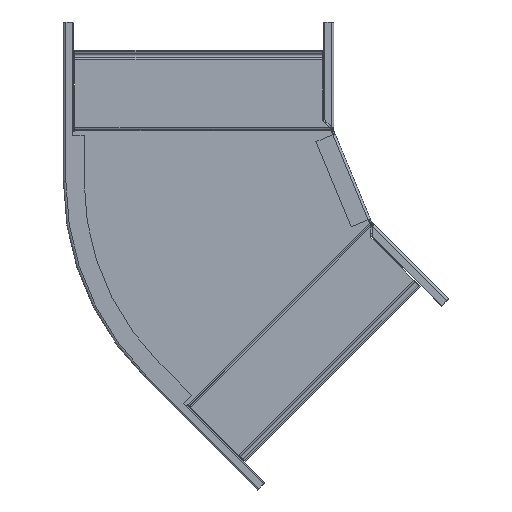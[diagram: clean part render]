
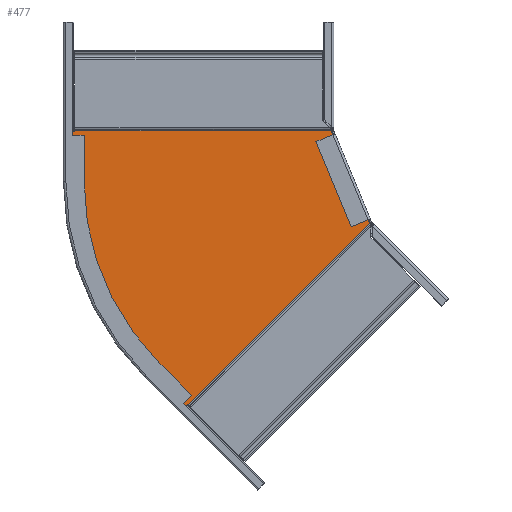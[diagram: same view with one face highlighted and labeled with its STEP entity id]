
A CAD part, front view. The second image highlights one B-rep face of the part: STEP entity #477.
In plain terms, the highlighted planar face has unit normal (0, -1, 0).
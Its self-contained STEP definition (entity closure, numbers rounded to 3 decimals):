
#3 = ORIENTED_EDGE ( 'NONE', *, *, #1352, .T. ) ;
#31 = VERTEX_POINT ( 'NONE', #3855 ) ;
#44 = CARTESIAN_POINT ( 'NONE',  ( -122.479, -0.75, -169.046 ) ) ;
#59 = ORIENTED_EDGE ( 'NONE', *, *, #2509, .T. ) ;
#93 = DIRECTION ( 'NONE',  ( -0.707, 0., -0.707 ) ) ;
#216 = CARTESIAN_POINT ( 'NONE',  ( -13.639, -0.75, 32.928 ) ) ;
#220 = FACE_OUTER_BOUND ( 'NONE', #1951, .T. ) ;
#225 = CARTESIAN_POINT ( 'NONE',  ( -80.76, -0.75, -201.573 ) ) ;
#436 = CARTESIAN_POINT ( 'NONE',  ( -13.639, -0.75, 33.603 ) ) ;
#477 = ADVANCED_FACE ( 'NONE', ( #220 ), #3159, .T. ) ;
#492 = CARTESIAN_POINT ( 'NONE',  ( -206.139, -0.75, 32.928 ) ) ;
#526 = VECTOR ( 'NONE', #594, 1000. ) ;
#594 = DIRECTION ( 'NONE',  ( -0.707, 0., 0.707 ) ) ;
#604 = ORIENTED_EDGE ( 'NONE', *, *, #5422, .F. ) ;
#609 = CARTESIAN_POINT ( 'NONE',  ( -206.139, -0.75, -3.268 ) ) ;
#636 = CARTESIAN_POINT ( 'NONE',  ( -148.073, -0.75, -143.452 ) ) ;
#688 = DIRECTION ( 'NONE',  ( -0.707, 0., -0.707 ) ) ;
#969 = DIRECTION ( 'NONE',  ( 0., 1., 0. ) ) ;
#981 = LINE ( 'NONE', #3605, #1294 ) ;
#1016 = DIRECTION ( 'NONE',  ( -1., 0., 0. ) ) ;
#1089 = ORIENTED_EDGE ( 'NONE', *, *, #3261, .F. ) ;
#1106 = LINE ( 'NONE', #4537, #1442 ) ;
#1294 = VECTOR ( 'NONE', #3150, 1000. ) ;
#1318 = DIRECTION ( 'NONE',  ( 0., 0., -1. ) ) ;
#1352 = EDGE_CURVE ( 'NONE', #31, #2763, #4952, .T. ) ;
#1442 = VECTOR ( 'NONE', #688, 1000. ) ;
#1476 = LINE ( 'NONE', #5273, #3876 ) ;
#1529 = CARTESIAN_POINT ( 'NONE',  ( -199.639, -0.75, 85.428 ) ) ;
#1598 = VERTEX_POINT ( 'NONE', #636 ) ;
#1633 = VERTEX_POINT ( 'NONE', #4920 ) ;
#1681 = VERTEX_POINT ( 'NONE', #2818 ) ;
#1832 = DIRECTION ( 'NONE',  ( 0.383, 0., -0.924 ) ) ;
#1927 = CARTESIAN_POINT ( 'NONE',  ( -7.889, -0.75, -3.268 ) ) ;
#1951 = EDGE_LOOP ( 'NONE', ( #2589, #4334, #59, #3, #1089, #604, #2865, #2590, #4949, #3886, #4268, #4766 ) ) ;
#2042 = EDGE_CURVE ( 'NONE', #4982, #1681, #4436, .T. ) ;
#2186 = CARTESIAN_POINT ( 'NONE',  ( -7.889, -0.75, -3.268 ) ) ;
#2225 = LINE ( 'NONE', #3952, #3531 ) ;
#2230 = DIRECTION ( 'NONE',  ( -0.707, 0., 0.707 ) ) ;
#2275 = VERTEX_POINT ( 'NONE', #44 ) ;
#2315 = CARTESIAN_POINT ( 'NONE',  ( -206.139, -0.75, 32.928 ) ) ;
#2331 = LINE ( 'NONE', #4862, #4702 ) ;
#2425 = VECTOR ( 'NONE', #3627, 1000. ) ;
#2469 = VERTEX_POINT ( 'NONE', #4787 ) ;
#2477 = CARTESIAN_POINT ( 'NONE',  ( -117.405, -0.75, -164.927 ) ) ;
#2509 = EDGE_CURVE ( 'NONE', #2469, #31, #4510, .T. ) ;
#2520 = VECTOR ( 'NONE', #3751, 1000. ) ;
#2551 = AXIS2_PLACEMENT_3D ( 'NONE', #2186, #969, #1318 ) ;
#2584 = VERTEX_POINT ( 'NONE', #216 ) ;
#2589 = ORIENTED_EDGE ( 'NONE', *, *, #4747, .F. ) ;
#2590 = ORIENTED_EDGE ( 'NONE', *, *, #4859, .F. ) ;
#2639 = VERTEX_POINT ( 'NONE', #3013 ) ;
#2759 = CARTESIAN_POINT ( 'NONE',  ( -7.889, -0.75, 33.603 ) ) ;
#2763 = VERTEX_POINT ( 'NONE', #492 ) ;
#2818 = CARTESIAN_POINT ( 'NONE',  ( -117.883, -0.75, -164.449 ) ) ;
#2827 = EDGE_CURVE ( 'NONE', #5018, #2469, #4503, .T. ) ;
#2865 = ORIENTED_EDGE ( 'NONE', *, *, #3877, .T. ) ;
#2943 = EDGE_CURVE ( 'NONE', #1633, #4982, #1106, .T. ) ;
#3013 = CARTESIAN_POINT ( 'NONE',  ( 13.639, -0.75, -32.928 ) ) ;
#3150 = DIRECTION ( 'NONE',  ( 0., 0., -1. ) ) ;
#3159 = PLANE ( 'NONE',  #3841 ) ;
#3220 = DIRECTION ( 'NONE',  ( 0., 0., -1. ) ) ;
#3261 = EDGE_CURVE ( 'NONE', #4831, #2763, #3448, .T. ) ;
#3337 = EDGE_CURVE ( 'NONE', #1633, #2639, #1476, .T. ) ;
#3448 = LINE ( 'NONE', #5184, #3785 ) ;
#3531 = VECTOR ( 'NONE', #93, 1000. ) ;
#3605 = CARTESIAN_POINT ( 'NONE',  ( -13.639, -0.75, 32.928 ) ) ;
#3627 = DIRECTION ( 'NONE',  ( -1., 0., 0. ) ) ;
#3714 = DIRECTION ( 'NONE',  ( 0.707, 0., -0.707 ) ) ;
#3744 = CARTESIAN_POINT ( 'NONE',  ( -148.073, -0.75, -143.452 ) ) ;
#3751 = DIRECTION ( 'NONE',  ( 0., 0., -1. ) ) ;
#3785 = VECTOR ( 'NONE', #5159, 1000. ) ;
#3800 = VECTOR ( 'NONE', #3714, 1000. ) ;
#3841 = AXIS2_PLACEMENT_3D ( 'NONE', #1927, #4014, #3220 ) ;
#3855 = CARTESIAN_POINT ( 'NONE',  ( -199.639, -0.75, 32.928 ) ) ;
#3876 = VECTOR ( 'NONE', #2230, 1000. ) ;
#3877 = EDGE_CURVE ( 'NONE', #1598, #2275, #4918, .T. ) ;
#3886 = ORIENTED_EDGE ( 'NONE', *, *, #2943, .F. ) ;
#3952 = CARTESIAN_POINT ( 'NONE',  ( -122.479, -0.75, -169.046 ) ) ;
#4014 = DIRECTION ( 'NONE',  ( 0., -1., 0. ) ) ;
#4268 = ORIENTED_EDGE ( 'NONE', *, *, #3337, .T. ) ;
#4334 = ORIENTED_EDGE ( 'NONE', *, *, #2827, .T. ) ;
#4436 = LINE ( 'NONE', #225, #526 ) ;
#4503 = LINE ( 'NONE', #2759, #2425 ) ;
#4510 = LINE ( 'NONE', #1529, #2520 ) ;
#4537 = CARTESIAN_POINT ( 'NONE',  ( 18.183, -0.75, -29.339 ) ) ;
#4702 = VECTOR ( 'NONE', #1832, 1000. ) ;
#4747 = EDGE_CURVE ( 'NONE', #5018, #2584, #981, .T. ) ;
#4755 = EDGE_CURVE ( 'NONE', #2584, #2639, #2331, .T. ) ;
#4766 = ORIENTED_EDGE ( 'NONE', *, *, #4755, .F. ) ;
#4787 = CARTESIAN_POINT ( 'NONE',  ( -199.639, -0.75, 33.603 ) ) ;
#4831 = VERTEX_POINT ( 'NONE', #609 ) ;
#4859 = EDGE_CURVE ( 'NONE', #1681, #2275, #2225, .T. ) ;
#4862 = CARTESIAN_POINT ( 'NONE',  ( -8.802, -0.75, 21.249 ) ) ;
#4918 = LINE ( 'NONE', #3744, #3800 ) ;
#4920 = CARTESIAN_POINT ( 'NONE',  ( 14.117, -0.75, -33.405 ) ) ;
#4949 = ORIENTED_EDGE ( 'NONE', *, *, #2042, .F. ) ;
#4952 = LINE ( 'NONE', #2315, #5454 ) ;
#4982 = VERTEX_POINT ( 'NONE', #2477 ) ;
#5018 = VERTEX_POINT ( 'NONE', #436 ) ;
#5153 = CIRCLE ( 'NONE', #2551, 198.25 ) ;
#5159 = DIRECTION ( 'NONE',  ( 0., 0., 1. ) ) ;
#5184 = CARTESIAN_POINT ( 'NONE',  ( -206.139, -0.75, -3.268 ) ) ;
#5273 = CARTESIAN_POINT ( 'NONE',  ( 13.639, -0.75, -32.928 ) ) ;
#5422 = EDGE_CURVE ( 'NONE', #1598, #4831, #5153, .T. ) ;
#5454 = VECTOR ( 'NONE', #1016, 1000. ) ;
